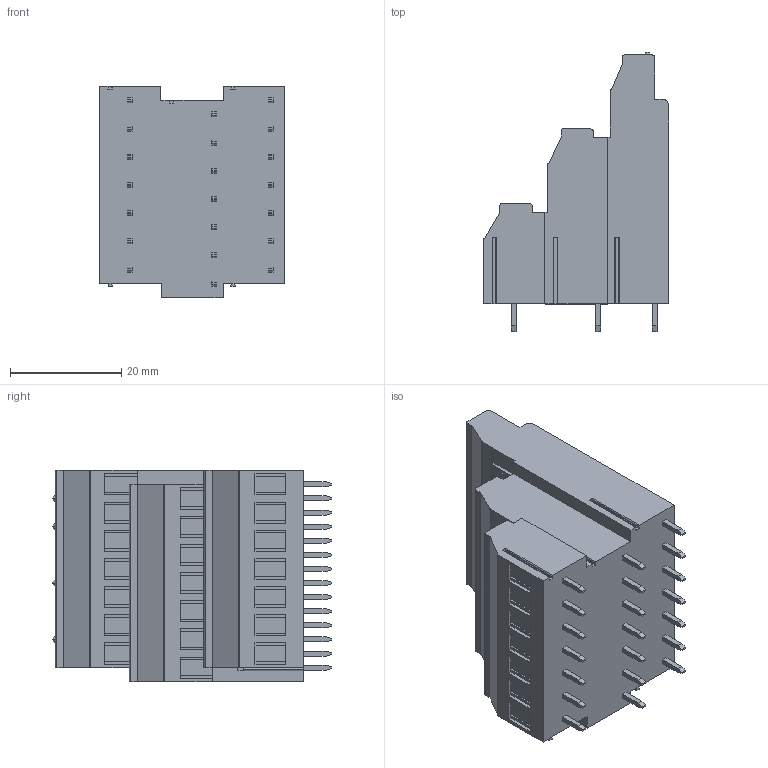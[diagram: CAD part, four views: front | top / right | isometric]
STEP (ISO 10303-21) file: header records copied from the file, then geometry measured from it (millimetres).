
FILE_DESCRIPTION((''),'2;1');
FILE_NAME('TL324VH3-XXP-XS','2025-01-09T17:06:23',('yanfa'),(''),'CREO PARAMETRIC BY PTC INC, 2018100','CREO PARAMETRIC BY PTC INC, 2018100','');
FILE_SCHEMA(('CONFIG_CONTROL_DESIGN','SHAPE_APPEARANCE_LAYERS_GROUPS'));
Length unit declared in the file: millimetre
Products named in the file (1): TL324VH3-XXP-XS
Bounding box: 33.4 x 50.3 x 38.1 mm (x, y, z)
Volume: 33324.6 mm3; surface area: 10390.1 mm2
Topology: 1 solids, 25 shells, 909 faces, 2385 edges, 1571 vertices
Faces by surface type: plane 749, cylinder 110, torus 42, sphere 8
Entity records: 27927 total; most frequent: CARTESIAN_POINT 5319, ORIENTED_EDGE 4754, DIRECTION 4473, EDGE_CURVE 2377, VECTOR 1931, LINE 1931, VERTEX_POINT 1571, AXIS2_PLACEMENT_3D 1271
